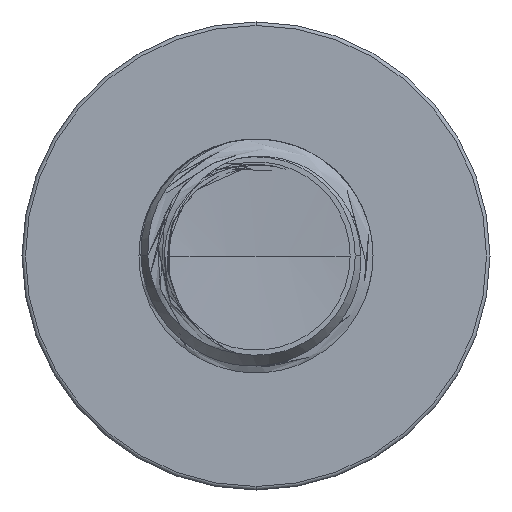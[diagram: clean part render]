
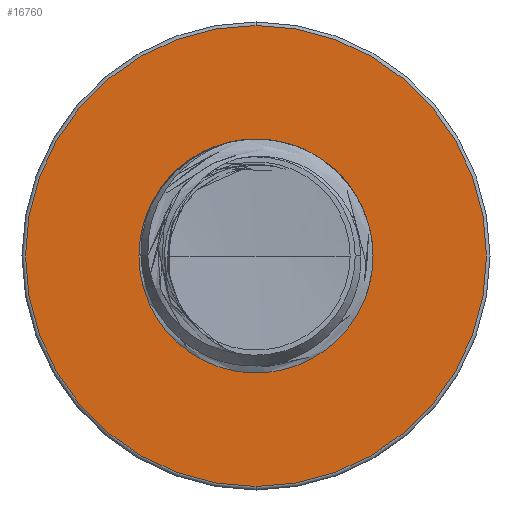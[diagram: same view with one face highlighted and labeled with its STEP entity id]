
A CAD part, front view. The second image highlights one B-rep face of the part: STEP entity #16760.
In plain terms, the highlighted planar face has unit normal (0, -1, 0).
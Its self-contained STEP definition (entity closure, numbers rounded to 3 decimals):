
#571 = ORIENTED_EDGE ( 'NONE', *, *, #7991, .T. ) ;
#777 = EDGE_LOOP ( 'NONE', ( #571, #13862 ) ) ;
#1312 = ORIENTED_EDGE ( 'NONE', *, *, #1522, .F. ) ;
#1479 = DIRECTION ( 'NONE',  ( 0., 0., -1. ) ) ;
#1522 = EDGE_CURVE ( 'NONE', #29415, #21903, #9048, .T. ) ;
#1651 = DIRECTION ( 'NONE',  ( 0., -1., 0. ) ) ;
#1683 = CARTESIAN_POINT ( 'NONE',  ( 0., 8., 0. ) ) ;
#2134 = FACE_BOUND ( 'NONE', #18836, .T. ) ;
#3881 = AXIS2_PLACEMENT_3D ( 'NONE', #14068, #19707, #13368 ) ;
#4013 = CIRCLE ( 'NONE', #5862, 0.969 ) ;
#5789 = AXIS2_PLACEMENT_3D ( 'NONE', #1683, #1651, #1479 ) ;
#5819 = CARTESIAN_POINT ( 'NONE',  ( 0., 8., 0.969 ) ) ;
#5862 = AXIS2_PLACEMENT_3D ( 'NONE', #8114, #25209, #10541 ) ;
#6068 = ORIENTED_EDGE ( 'NONE', *, *, #17971, .F. ) ;
#7325 = CARTESIAN_POINT ( 'NONE',  ( 0., 8., 0. ) ) ;
#7991 = EDGE_CURVE ( 'NONE', #12712, #20691, #18552, .T. ) ;
#8114 = CARTESIAN_POINT ( 'NONE',  ( 0., 8., 0. ) ) ;
#9048 = CIRCLE ( 'NONE', #3881, 0.969 ) ;
#9743 = DIRECTION ( 'NONE',  ( 0., 0., -1. ) ) ;
#10541 = DIRECTION ( 'NONE',  ( 0., 0., -1. ) ) ;
#12712 = VERTEX_POINT ( 'NONE', #21226 ) ;
#13368 = DIRECTION ( 'NONE',  ( 0., 0., -1. ) ) ;
#13862 = ORIENTED_EDGE ( 'NONE', *, *, #24552, .T. ) ;
#14068 = CARTESIAN_POINT ( 'NONE',  ( 0., 8., 0. ) ) ;
#15119 = FACE_OUTER_BOUND ( 'NONE', #777, .T. ) ;
#16683 = CARTESIAN_POINT ( 'NONE',  ( 0., 8., 0.969 ) ) ;
#16760 = ADVANCED_FACE ( 'NONE', ( #15119, #2134 ), #29600, .T. ) ;
#17971 = EDGE_CURVE ( 'NONE', #21903, #29415, #4013, .T. ) ;
#18490 = CIRCLE ( 'NONE', #18567, 1.97 ) ;
#18552 = CIRCLE ( 'NONE', #5789, 1.97 ) ;
#18567 = AXIS2_PLACEMENT_3D ( 'NONE', #7325, #24410, #9743 ) ;
#18836 = EDGE_LOOP ( 'NONE', ( #1312, #6068 ) ) ;
#19707 = DIRECTION ( 'NONE',  ( 0., -1., 0. ) ) ;
#20691 = VERTEX_POINT ( 'NONE', #28099 ) ;
#21226 = CARTESIAN_POINT ( 'NONE',  ( 0., 8., -1.97 ) ) ;
#21903 = VERTEX_POINT ( 'NONE', #5819 ) ;
#24090 = CARTESIAN_POINT ( 'NONE',  ( 0., 8., -0.969 ) ) ;
#24410 = DIRECTION ( 'NONE',  ( 0., -1., 0. ) ) ;
#24552 = EDGE_CURVE ( 'NONE', #20691, #12712, #18490, .T. ) ;
#25209 = DIRECTION ( 'NONE',  ( 0., -1., 0. ) ) ;
#28099 = CARTESIAN_POINT ( 'NONE',  ( 0., 8., 1.97 ) ) ;
#29415 = VERTEX_POINT ( 'NONE', #24090 ) ;
#29496 = DIRECTION ( 'NONE',  ( 0., 0., -1. ) ) ;
#29502 = DIRECTION ( 'NONE',  ( 0., -1., 0. ) ) ;
#29600 = PLANE ( 'NONE',  #29924 ) ;
#29924 = AXIS2_PLACEMENT_3D ( 'NONE', #16683, #29502, #29496 ) ;
